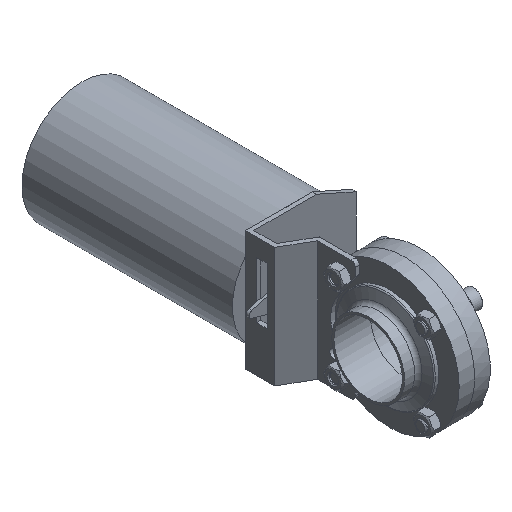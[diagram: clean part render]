
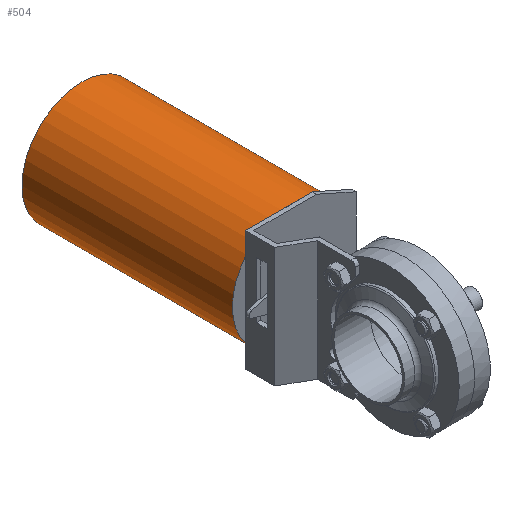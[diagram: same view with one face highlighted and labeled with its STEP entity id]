
A CAD part, isometric view. The second image highlights one B-rep face of the part: STEP entity #504.
In plain terms, the highlighted cylindrical face has radius 42.5 mm (diameter 85 mm), a full revolution.
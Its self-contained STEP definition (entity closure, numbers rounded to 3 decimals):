
#504 = ADVANCED_FACE( '', ( #949, #950 ), #951, .T. );
#949 = FACE_OUTER_BOUND( '', #1491, .T. );
#950 = FACE_OUTER_BOUND( '', #1492, .T. );
#951 = CYLINDRICAL_SURFACE( '', #1493, 42.5 );
#1491 = EDGE_LOOP( '', ( #2692 ) );
#1492 = EDGE_LOOP( '', ( #2693 ) );
#1493 = AXIS2_PLACEMENT_3D( '', #2694, #2695, #2696 );
#2692 = ORIENTED_EDGE( '', *, *, #3393, .F. );
#2693 = ORIENTED_EDGE( '', *, *, #3394, .T. );
#2694 = CARTESIAN_POINT( '', ( 0., 0., 0. ) );
#2695 = DIRECTION( '', ( 0., 1., 0. ) );
#2696 = DIRECTION( '', ( 0., 0., -1. ) );
#3393 = EDGE_CURVE( '', #4018, #4018, #4019, .T. );
#3394 = EDGE_CURVE( '', #4020, #4020, #4021, .T. );
#4018 = VERTEX_POINT( '', #5388 );
#4019 = CIRCLE( '', #5389, 42.5 );
#4020 = VERTEX_POINT( '', #5390 );
#4021 = CIRCLE( '', #5391, 42.5 );
#5388 = CARTESIAN_POINT( '', ( 0., 0., -42.5 ) );
#5389 = AXIS2_PLACEMENT_3D( '', #6050, #6051, #6052 );
#5390 = CARTESIAN_POINT( '', ( 0., 149., -42.5 ) );
#5391 = AXIS2_PLACEMENT_3D( '', #6053, #6054, #6055 );
#6050 = CARTESIAN_POINT( '', ( 0., 0., 0. ) );
#6051 = DIRECTION( '', ( 0., -1., 0. ) );
#6052 = DIRECTION( '', ( 0., 0., -1. ) );
#6053 = CARTESIAN_POINT( '', ( 0., 149., 0. ) );
#6054 = DIRECTION( '', ( 0., -1., 0. ) );
#6055 = DIRECTION( '', ( 0., 0., -1. ) );
